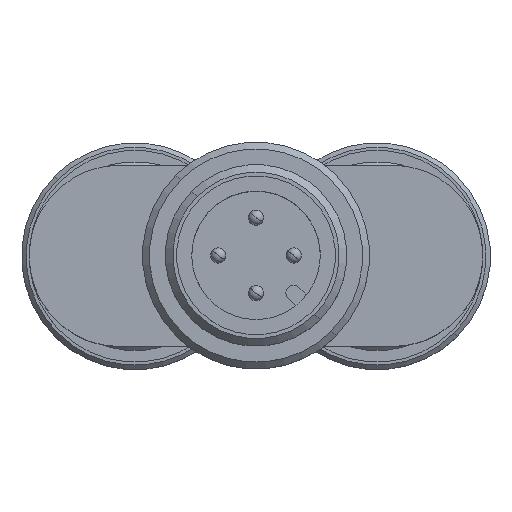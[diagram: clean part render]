
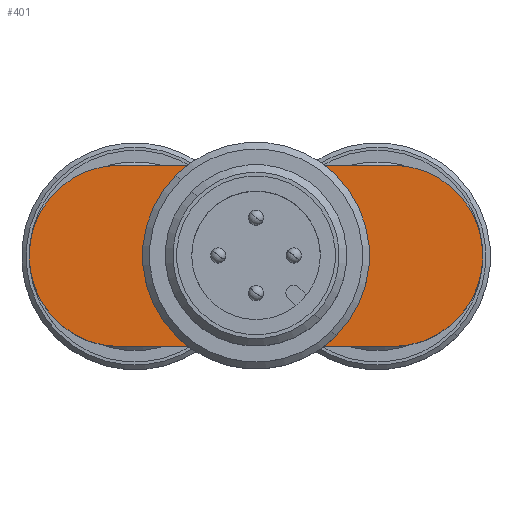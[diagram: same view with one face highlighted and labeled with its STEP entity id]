
A CAD part, top view. The second image highlights one B-rep face of the part: STEP entity #401.
In plain terms, the highlighted planar face has unit normal (0, 0, 1).
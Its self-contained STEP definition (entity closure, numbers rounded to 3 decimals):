
#137=FACE_BOUND('',#1062,.T.);
#138=FACE_BOUND('',#1063,.T.);
#401=ADVANCED_FACE('',(#137,#138),#670,.T.);
#670=PLANE('',#4932);
#1062=EDGE_LOOP('',(#1804,#1805));
#1063=EDGE_LOOP('',(#1806,#1807,#1808,#1809));
#1411=CIRCLE('',#4927,6.);
#1412=CIRCLE('',#4929,4.8);
#1413=CIRCLE('',#4930,4.8);
#1414=CIRCLE('',#4931,6.);
#1804=ORIENTED_EDGE('',*,*,#3528,.F.);
#1805=ORIENTED_EDGE('',*,*,#3529,.F.);
#1806=ORIENTED_EDGE('',*,*,#3530,.T.);
#1807=ORIENTED_EDGE('',*,*,#3526,.F.);
#1808=ORIENTED_EDGE('',*,*,#3531,.T.);
#1809=ORIENTED_EDGE('',*,*,#3532,.F.);
#3054=VERTEX_POINT('',#7133);
#3055=VERTEX_POINT('',#7135);
#3056=VERTEX_POINT('',#7139);
#3057=VERTEX_POINT('',#7140);
#3058=VERTEX_POINT('',#7143);
#3059=VERTEX_POINT('',#7145);
#3526=EDGE_CURVE('',#3054,#3055,#1411,.T.);
#3528=EDGE_CURVE('',#3056,#3057,#1412,.T.);
#3529=EDGE_CURVE('',#3057,#3056,#1413,.T.);
#3530=EDGE_CURVE('',#3058,#3055,#4156,.T.);
#3531=EDGE_CURVE('',#3054,#3059,#4157,.T.);
#3532=EDGE_CURVE('',#3058,#3059,#1414,.T.);
#4156=LINE('',#7142,#4540);
#4157=LINE('',#7144,#4541);
#4540=VECTOR('',#5637,1.);
#4541=VECTOR('',#5638,1.);
#4927=AXIS2_PLACEMENT_3D('',#7134,#5628,#5629);
#4929=AXIS2_PLACEMENT_3D('',#7138,#5633,#5634);
#4930=AXIS2_PLACEMENT_3D('',#7141,#5635,#5636);
#4931=AXIS2_PLACEMENT_3D('',#7146,#5639,#5640);
#4932=AXIS2_PLACEMENT_3D('',#7147,#5641,#5642);
#5628=DIRECTION('',(0.,0.,-1.));
#5629=DIRECTION('',(0.,1.,0.));
#5633=DIRECTION('',(0.,0.,1.));
#5634=DIRECTION('',(0.707,-0.707,0.));
#5635=DIRECTION('',(0.,0.,1.));
#5636=DIRECTION('',(-0.707,0.707,0.));
#5637=DIRECTION('',(1.,0.,0.));
#5638=DIRECTION('',(-1.,0.,0.));
#5639=DIRECTION('',(0.,0.,-1.));
#5640=DIRECTION('',(0.,-1.,0.));
#5641=DIRECTION('',(0.,0.,1.));
#5642=DIRECTION('',(-1.,0.,0.));
#7133=CARTESIAN_POINT('',(9.,6.,12.5));
#7134=CARTESIAN_POINT('',(9.,0.,12.5));
#7135=CARTESIAN_POINT('',(9.,-6.,12.5));
#7138=CARTESIAN_POINT('',(0.,0.,12.5));
#7139=CARTESIAN_POINT('',(3.394,-3.394,12.5));
#7140=CARTESIAN_POINT('',(-3.394,3.394,12.5));
#7141=CARTESIAN_POINT('',(0.,0.,12.5));
#7142=CARTESIAN_POINT('',(-9.,-6.,12.5));
#7143=CARTESIAN_POINT('',(-9.,-6.,12.5));
#7144=CARTESIAN_POINT('',(9.,6.,12.5));
#7145=CARTESIAN_POINT('',(-9.,6.,12.5));
#7146=CARTESIAN_POINT('',(-9.,0.,12.5));
#7147=CARTESIAN_POINT('',(0.,0.,12.5));
